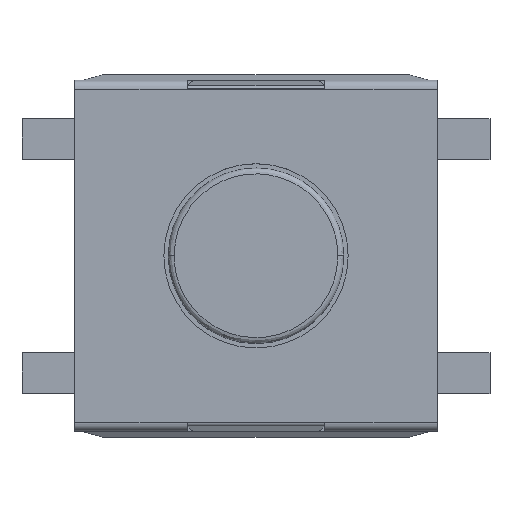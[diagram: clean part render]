
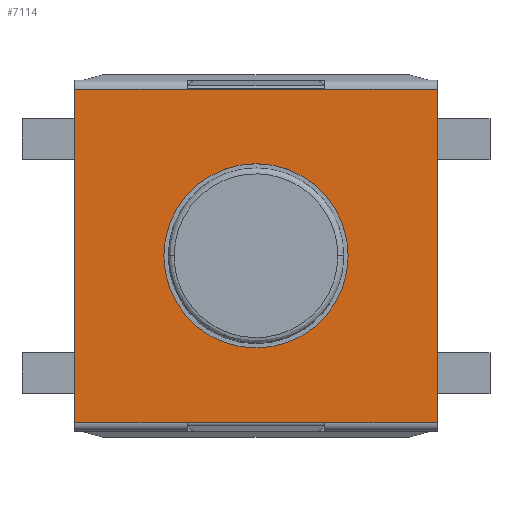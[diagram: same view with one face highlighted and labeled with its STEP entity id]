
A CAD part, top view. The second image highlights one B-rep face of the part: STEP entity #7114.
In plain terms, the highlighted planar face has unit normal (0, 0, 1).
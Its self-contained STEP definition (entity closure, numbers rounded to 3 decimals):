
#24 = EDGE_CURVE ( 'NONE', #448, #2766, #3970, .T. ) ;
#265 = ORIENTED_EDGE ( 'NONE', *, *, #3064, .F. ) ;
#334 = EDGE_CURVE ( 'NONE', #7033, #3081, #2175, .T. ) ;
#365 = DIRECTION ( 'NONE',  ( 1., 0., 0. ) ) ;
#387 = DIRECTION ( 'NONE',  ( 0., 0., 1. ) ) ;
#392 = VERTEX_POINT ( 'NONE', #4286 ) ;
#396 = DIRECTION ( 'NONE',  ( -1., 0., 0. ) ) ;
#397 = CARTESIAN_POINT ( 'NONE',  ( 0., 0., 2. ) ) ;
#448 = VERTEX_POINT ( 'NONE', #3942 ) ;
#452 = DIRECTION ( 'NONE',  ( 1., 0., 0. ) ) ;
#606 = CARTESIAN_POINT ( 'NONE',  ( -3.1, -2.85, 2. ) ) ;
#648 = CARTESIAN_POINT ( 'NONE',  ( 1.175, -2.85, 2. ) ) ;
#752 = VERTEX_POINT ( 'NONE', #6998 ) ;
#843 = EDGE_CURVE ( 'NONE', #2766, #752, #4680, .T. ) ;
#854 = AXIS2_PLACEMENT_3D ( 'NONE', #397, #387, #365 ) ;
#944 = CARTESIAN_POINT ( 'NONE',  ( -3.1, 2.85, 2. ) ) ;
#1036 = LINE ( 'NONE', #6466, #6754 ) ;
#1042 = DIRECTION ( 'NONE',  ( 1., 0., 0. ) ) ;
#1064 = FACE_OUTER_BOUND ( 'NONE', #5627, .T. ) ;
#1119 = VECTOR ( 'NONE', #5993, 1000. ) ;
#1163 = EDGE_CURVE ( 'NONE', #392, #6571, #1698, .T. ) ;
#1175 = VERTEX_POINT ( 'NONE', #1518 ) ;
#1274 = EDGE_CURVE ( 'NONE', #1553, #1175, #6950, .T. ) ;
#1326 = LINE ( 'NONE', #6019, #1119 ) ;
#1477 = VERTEX_POINT ( 'NONE', #6703 ) ;
#1485 = DIRECTION ( 'NONE',  ( -1., 0., 0. ) ) ;
#1494 = AXIS2_PLACEMENT_3D ( 'NONE', #4403, #2255, #452 ) ;
#1518 = CARTESIAN_POINT ( 'NONE',  ( -1.575, 0., 2. ) ) ;
#1553 = VERTEX_POINT ( 'NONE', #5963 ) ;
#1662 = ORIENTED_EDGE ( 'NONE', *, *, #3105, .F. ) ;
#1681 = ORIENTED_EDGE ( 'NONE', *, *, #24, .F. ) ;
#1698 = LINE ( 'NONE', #6895, #3100 ) ;
#1775 = ORIENTED_EDGE ( 'NONE', *, *, #1803, .F. ) ;
#1803 = EDGE_CURVE ( 'NONE', #3081, #392, #1036, .T. ) ;
#1816 = CARTESIAN_POINT ( 'NONE',  ( -3.1, 2.85, 2. ) ) ;
#1913 = ORIENTED_EDGE ( 'NONE', *, *, #6833, .F. ) ;
#2091 = CARTESIAN_POINT ( 'NONE',  ( -3.1, 2.85, 2. ) ) ;
#2142 = DIRECTION ( 'NONE',  ( 1., 0., 0. ) ) ;
#2174 = VECTOR ( 'NONE', #5432, 1000. ) ;
#2175 = LINE ( 'NONE', #4728, #5330 ) ;
#2255 = DIRECTION ( 'NONE',  ( 0., 0., 1. ) ) ;
#2501 = ORIENTED_EDGE ( 'NONE', *, *, #6680, .F. ) ;
#2766 = VERTEX_POINT ( 'NONE', #3365 ) ;
#3064 = EDGE_CURVE ( 'NONE', #752, #1477, #4610, .T. ) ;
#3081 = VERTEX_POINT ( 'NONE', #648 ) ;
#3088 = AXIS2_PLACEMENT_3D ( 'NONE', #606, #5198, #396 ) ;
#3100 = VECTOR ( 'NONE', #1485, 1000. ) ;
#3105 = EDGE_CURVE ( 'NONE', #1175, #1553, #4016, .T. ) ;
#3220 = DIRECTION ( 'NONE',  ( 1., 0., 0. ) ) ;
#3365 = CARTESIAN_POINT ( 'NONE',  ( -1.175, 2.85, 2. ) ) ;
#3705 = ORIENTED_EDGE ( 'NONE', *, *, #334, .F. ) ;
#3942 = CARTESIAN_POINT ( 'NONE',  ( -3.1, 2.85, 2. ) ) ;
#3970 = LINE ( 'NONE', #2091, #3973 ) ;
#3973 = VECTOR ( 'NONE', #2142, 1000. ) ;
#4016 = CIRCLE ( 'NONE', #854, 1.575 ) ;
#4054 = CARTESIAN_POINT ( 'NONE',  ( -3.1, -2.85, 2. ) ) ;
#4286 = CARTESIAN_POINT ( 'NONE',  ( -1.175, -2.85, 2. ) ) ;
#4403 = CARTESIAN_POINT ( 'NONE',  ( 0., 0., 2. ) ) ;
#4610 = LINE ( 'NONE', #944, #4634 ) ;
#4634 = VECTOR ( 'NONE', #1042, 1000. ) ;
#4680 = LINE ( 'NONE', #1816, #6282 ) ;
#4713 = DIRECTION ( 'NONE',  ( -1., 0., 0. ) ) ;
#4728 = CARTESIAN_POINT ( 'NONE',  ( -3.1, -2.85, 2. ) ) ;
#4757 = CARTESIAN_POINT ( 'NONE',  ( 3.1, -2.85, 2. ) ) ;
#5083 = ORIENTED_EDGE ( 'NONE', *, *, #1274, .F. ) ;
#5198 = DIRECTION ( 'NONE',  ( 0., 0., -1. ) ) ;
#5316 = ORIENTED_EDGE ( 'NONE', *, *, #1163, .F. ) ;
#5330 = VECTOR ( 'NONE', #4713, 1000. ) ;
#5363 = CARTESIAN_POINT ( 'NONE',  ( 3.1, -2.85, 2. ) ) ;
#5432 = DIRECTION ( 'NONE',  ( 0., -1., 0. ) ) ;
#5627 = EDGE_LOOP ( 'NONE', ( #265, #6248, #1681, #1913, #5316, #1775, #3705, #2501 ) ) ;
#5697 = LINE ( 'NONE', #5363, #2174 ) ;
#5867 = PLANE ( 'NONE',  #3088 ) ;
#5963 = CARTESIAN_POINT ( 'NONE',  ( 1.575, 0., 2. ) ) ;
#5981 = EDGE_LOOP ( 'NONE', ( #5083, #1662 ) ) ;
#5993 = DIRECTION ( 'NONE',  ( 0., 1., 0. ) ) ;
#6019 = CARTESIAN_POINT ( 'NONE',  ( -3.1, -2.85, 2. ) ) ;
#6248 = ORIENTED_EDGE ( 'NONE', *, *, #843, .F. ) ;
#6282 = VECTOR ( 'NONE', #3220, 1000. ) ;
#6318 = FACE_BOUND ( 'NONE', #5981, .T. ) ;
#6449 = DIRECTION ( 'NONE',  ( -1., 0., 0. ) ) ;
#6466 = CARTESIAN_POINT ( 'NONE',  ( -3.1, -2.85, 2. ) ) ;
#6571 = VERTEX_POINT ( 'NONE', #4054 ) ;
#6680 = EDGE_CURVE ( 'NONE', #1477, #7033, #5697, .T. ) ;
#6703 = CARTESIAN_POINT ( 'NONE',  ( 3.1, 2.85, 2. ) ) ;
#6754 = VECTOR ( 'NONE', #6449, 1000. ) ;
#6833 = EDGE_CURVE ( 'NONE', #6571, #448, #1326, .T. ) ;
#6895 = CARTESIAN_POINT ( 'NONE',  ( -3.1, -2.85, 2. ) ) ;
#6950 = CIRCLE ( 'NONE', #1494, 1.575 ) ;
#6998 = CARTESIAN_POINT ( 'NONE',  ( 1.175, 2.85, 2. ) ) ;
#7033 = VERTEX_POINT ( 'NONE', #4757 ) ;
#7114 = ADVANCED_FACE ( 'NONE', ( #6318, #1064 ), #5867, .F. ) ;
